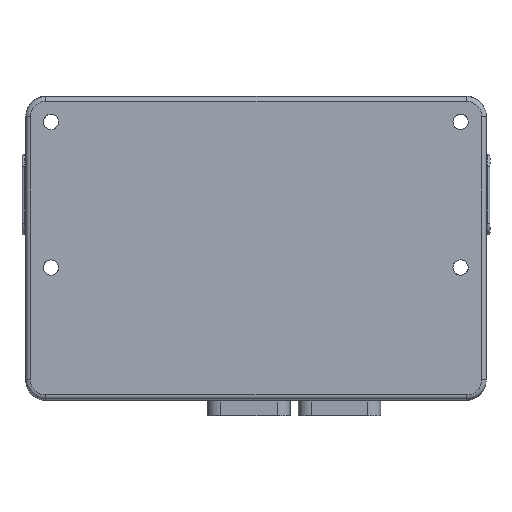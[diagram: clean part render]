
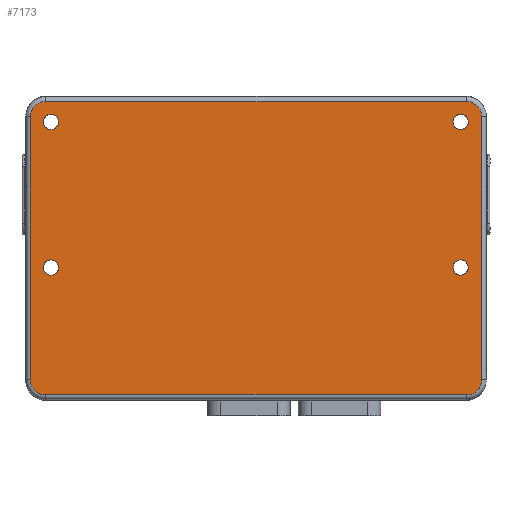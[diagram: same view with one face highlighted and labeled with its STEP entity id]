
A CAD part, front view. The second image highlights one B-rep face of the part: STEP entity #7173.
In plain terms, the highlighted free-form (B-spline) face has degree [1, 1] with [2, 2] control points.
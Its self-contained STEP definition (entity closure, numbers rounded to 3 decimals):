
#625 = VERTEX_POINT('',#626);
#626 = CARTESIAN_POINT('',(97.83,0.,-9.522));
#631 = EDGE_CURVE('',#625,#625,#632,.T.);
#632 = ( BOUNDED_CURVE() B_SPLINE_CURVE(2,(#633,#634,#635,#636,#637,#638
,#639),.UNSPECIFIED.,.T.,.F.) B_SPLINE_CURVE_WITH_KNOTS((3,2,2,3),(
    3.142,5.236,7.33,9.425),
.PIECEWISE_BEZIER_KNOTS.) CURVE() GEOMETRIC_REPRESENTATION_ITEM() 
RATIONAL_B_SPLINE_CURVE((1.,0.5,1.,0.5,1.,0.5,1.)) REPRESENTATION_ITEM(
  '') );
#633 = CARTESIAN_POINT('',(97.83,0.,-9.522));
#634 = CARTESIAN_POINT('',(97.83,0.,-2.947));
#635 = CARTESIAN_POINT('',(103.525,0.,-6.234));
#636 = CARTESIAN_POINT('',(109.219,0.,-9.522));
#637 = CARTESIAN_POINT('',(103.525,0.,-12.81));
#638 = CARTESIAN_POINT('',(97.83,0.,-16.098));
#639 = CARTESIAN_POINT('',(97.83,0.,-9.522));
#758 = VERTEX_POINT('',#759);
#759 = CARTESIAN_POINT('',(97.83,0.,62.784));
#764 = EDGE_CURVE('',#758,#758,#765,.T.);
#765 = ( BOUNDED_CURVE() B_SPLINE_CURVE(2,(#766,#767,#768,#769,#770,#771
,#772),.UNSPECIFIED.,.T.,.F.) B_SPLINE_CURVE_WITH_KNOTS((3,2,2,3),(
    3.142,5.236,7.33,9.425),
.PIECEWISE_BEZIER_KNOTS.) CURVE() GEOMETRIC_REPRESENTATION_ITEM() 
RATIONAL_B_SPLINE_CURVE((1.,0.5,1.,0.5,1.,0.5,1.)) REPRESENTATION_ITEM(
  '') );
#766 = CARTESIAN_POINT('',(97.83,0.,62.784));
#767 = CARTESIAN_POINT('',(97.83,0.,69.36));
#768 = CARTESIAN_POINT('',(103.525,0.,66.072));
#769 = CARTESIAN_POINT('',(109.219,0.,62.784));
#770 = CARTESIAN_POINT('',(103.525,0.,59.497));
#771 = CARTESIAN_POINT('',(97.83,0.,56.209));
#772 = CARTESIAN_POINT('',(97.83,0.,62.784));
#891 = VERTEX_POINT('',#892);
#892 = CARTESIAN_POINT('',(-105.657,0.,62.784));
#897 = EDGE_CURVE('',#891,#891,#898,.T.);
#898 = ( BOUNDED_CURVE() B_SPLINE_CURVE(2,(#899,#900,#901,#902,#903,#904
,#905),.UNSPECIFIED.,.T.,.F.) B_SPLINE_CURVE_WITH_KNOTS((3,2,2,3),(
    3.142,5.236,7.33,9.425),
.PIECEWISE_BEZIER_KNOTS.) CURVE() GEOMETRIC_REPRESENTATION_ITEM() 
RATIONAL_B_SPLINE_CURVE((1.,0.5,1.,0.5,1.,0.5,1.)) REPRESENTATION_ITEM(
  '') );
#899 = CARTESIAN_POINT('',(-105.657,0.,62.784));
#900 = CARTESIAN_POINT('',(-105.657,0.,69.36));
#901 = CARTESIAN_POINT('',(-99.962,0.,66.072));
#902 = CARTESIAN_POINT('',(-94.267,0.,62.784));
#903 = CARTESIAN_POINT('',(-99.962,0.,59.497));
#904 = CARTESIAN_POINT('',(-105.657,0.,56.209));
#905 = CARTESIAN_POINT('',(-105.657,0.,62.784));
#1024 = VERTEX_POINT('',#1025);
#1025 = CARTESIAN_POINT('',(-105.657,0.,-9.522));
#1030 = EDGE_CURVE('',#1024,#1024,#1031,.T.);
#1031 = ( BOUNDED_CURVE() B_SPLINE_CURVE(2,(#1032,#1033,#1034,#1035,
#1036,#1037,#1038),.UNSPECIFIED.,.T.,.F.) B_SPLINE_CURVE_WITH_KNOTS((3,2
    ,2,3),(3.142,5.236,7.33,9.425),
.PIECEWISE_BEZIER_KNOTS.) CURVE() GEOMETRIC_REPRESENTATION_ITEM() 
RATIONAL_B_SPLINE_CURVE((1.,0.5,1.,0.5,1.,0.5,1.)) REPRESENTATION_ITEM(
  '') );
#1032 = CARTESIAN_POINT('',(-105.657,0.,-9.522));
#1033 = CARTESIAN_POINT('',(-105.657,0.,-2.947));
#1034 = CARTESIAN_POINT('',(-99.962,0.,-6.234));
#1035 = CARTESIAN_POINT('',(-94.267,0.,-9.522));
#1036 = CARTESIAN_POINT('',(-99.962,0.,-12.81));
#1037 = CARTESIAN_POINT('',(-105.657,0.,-16.098));
#1038 = CARTESIAN_POINT('',(-105.657,0.,-9.522));
#6843 = VERTEX_POINT('',#6844);
#6844 = CARTESIAN_POINT('',(104.486,0.,-72.82));
#6850 = EDGE_CURVE('',#6851,#6843,#6853,.T.);
#6851 = VERTEX_POINT('',#6852);
#6852 = CARTESIAN_POINT('',(112.087,0.,-65.217));
#6853 = ( BOUNDED_CURVE() B_SPLINE_CURVE(2,(#6854,#6855,#6856),
.UNSPECIFIED.,.F.,.F.) B_SPLINE_CURVE_WITH_KNOTS((3,3),(4.131,
5.702),.PIECEWISE_BEZIER_KNOTS.) CURVE() 
GEOMETRIC_REPRESENTATION_ITEM() RATIONAL_B_SPLINE_CURVE((1.,
0.707,1.)) REPRESENTATION_ITEM('') );
#6854 = CARTESIAN_POINT('',(112.087,0.,-65.217));
#6855 = CARTESIAN_POINT('',(112.087,0.,-72.82));
#6856 = CARTESIAN_POINT('',(104.486,0.,-72.82));
#6899 = VERTEX_POINT('',#6900);
#6900 = CARTESIAN_POINT('',(-104.486,0.,-72.82));
#6914 = EDGE_CURVE('',#6843,#6899,#6915,.T.);
#6915 = B_SPLINE_CURVE_WITH_KNOTS('',1,(#6916,#6917),.UNSPECIFIED.,.F.,
  .F.,(2,2),(-138.448,40.448),.PIECEWISE_BEZIER_KNOTS.);
#6916 = CARTESIAN_POINT('',(104.486,0.,-72.82));
#6917 = CARTESIAN_POINT('',(-104.486,0.,-72.82));
#6929 = EDGE_CURVE('',#6899,#6930,#6932,.T.);
#6930 = VERTEX_POINT('',#6931);
#6931 = CARTESIAN_POINT('',(-112.087,0.,-65.217));
#6932 = ( BOUNDED_CURVE() B_SPLINE_CURVE(2,(#6933,#6934,#6935),
.UNSPECIFIED.,.F.,.F.) B_SPLINE_CURVE_WITH_KNOTS((3,3),(0.581,
2.153),.PIECEWISE_BEZIER_KNOTS.) CURVE() 
GEOMETRIC_REPRESENTATION_ITEM() RATIONAL_B_SPLINE_CURVE((1.,
0.707,1.)) REPRESENTATION_ITEM('') );
#6933 = CARTESIAN_POINT('',(-104.486,0.,-72.82));
#6934 = CARTESIAN_POINT('',(-112.087,0.,-72.82));
#6935 = CARTESIAN_POINT('',(-112.087,0.,-65.217));
#6987 = VERTEX_POINT('',#6988);
#6988 = CARTESIAN_POINT('',(-112.087,0.,65.386));
#7000 = EDGE_CURVE('',#6930,#6987,#7001,.T.);
#7001 = B_SPLINE_CURVE_WITH_KNOTS('',1,(#7002,#7003),.UNSPECIFIED.,.F.,
  .F.,(2,2),(-23.507,88.298),.PIECEWISE_BEZIER_KNOTS.);
#7002 = CARTESIAN_POINT('',(-112.087,0.,-65.217));
#7003 = CARTESIAN_POINT('',(-112.087,0.,65.386));
#7015 = EDGE_CURVE('',#6987,#7016,#7018,.T.);
#7016 = VERTEX_POINT('',#7017);
#7017 = CARTESIAN_POINT('',(-104.487,0.,72.987));
#7018 = ( BOUNDED_CURVE() B_SPLINE_CURVE(2,(#7019,#7020,#7021),
.UNSPECIFIED.,.F.,.F.) B_SPLINE_CURVE_WITH_KNOTS((3,3),(4.062,
5.634),.PIECEWISE_BEZIER_KNOTS.) CURVE() 
GEOMETRIC_REPRESENTATION_ITEM() RATIONAL_B_SPLINE_CURVE((1.,
0.707,1.)) REPRESENTATION_ITEM('') );
#7019 = CARTESIAN_POINT('',(-112.087,0.,65.386));
#7020 = CARTESIAN_POINT('',(-112.087,0.,72.987));
#7021 = CARTESIAN_POINT('',(-104.487,0.,72.987));
#7066 = VERTEX_POINT('',#7067);
#7067 = CARTESIAN_POINT('',(104.487,0.,72.987));
#7075 = EDGE_CURVE('',#7016,#7066,#7076,.T.);
#7076 = B_SPLINE_CURVE_WITH_KNOTS('',1,(#7077,#7078),.UNSPECIFIED.,.F.,
  .F.,(2,2),(-40.449,138.449),.PIECEWISE_BEZIER_KNOTS.);
#7077 = CARTESIAN_POINT('',(-104.487,0.,72.987));
#7078 = CARTESIAN_POINT('',(104.487,0.,72.987));
#7090 = EDGE_CURVE('',#7066,#7091,#7093,.T.);
#7091 = VERTEX_POINT('',#7092);
#7092 = CARTESIAN_POINT('',(112.087,0.,65.386));
#7093 = ( BOUNDED_CURVE() B_SPLINE_CURVE(2,(#7094,#7095,#7096),
.UNSPECIFIED.,.F.,.F.) B_SPLINE_CURVE_WITH_KNOTS((3,3),(0.65,
2.221),.PIECEWISE_BEZIER_KNOTS.) CURVE() 
GEOMETRIC_REPRESENTATION_ITEM() RATIONAL_B_SPLINE_CURVE((1.,
0.707,1.)) REPRESENTATION_ITEM('') );
#7094 = CARTESIAN_POINT('',(104.487,0.,72.987));
#7095 = CARTESIAN_POINT('',(112.087,0.,72.987));
#7096 = CARTESIAN_POINT('',(112.087,0.,65.386));
#7143 = EDGE_CURVE('',#7091,#6851,#7144,.T.);
#7144 = B_SPLINE_CURVE_WITH_KNOTS('',1,(#7145,#7146),.UNSPECIFIED.,.F.,
  .F.,(2,2),(-88.298,23.507),.PIECEWISE_BEZIER_KNOTS.);
#7145 = CARTESIAN_POINT('',(112.087,0.,65.386));
#7146 = CARTESIAN_POINT('',(112.087,0.,-65.217));
#7173 = ADVANCED_FACE('',(#7174,#7184,#7187,#7190,#7193),#7196,.F.);
#7174 = FACE_BOUND('',#7175,.T.);
#7175 = EDGE_LOOP('',(#7176,#7177,#7178,#7179,#7180,#7181,#7182,#7183));
#7176 = ORIENTED_EDGE('',*,*,#6850,.F.);
#7177 = ORIENTED_EDGE('',*,*,#7143,.F.);
#7178 = ORIENTED_EDGE('',*,*,#7090,.F.);
#7179 = ORIENTED_EDGE('',*,*,#7075,.F.);
#7180 = ORIENTED_EDGE('',*,*,#7015,.F.);
#7181 = ORIENTED_EDGE('',*,*,#7000,.F.);
#7182 = ORIENTED_EDGE('',*,*,#6929,.F.);
#7183 = ORIENTED_EDGE('',*,*,#6914,.F.);
#7184 = FACE_BOUND('',#7185,.T.);
#7185 = EDGE_LOOP('',(#7186));
#7186 = ORIENTED_EDGE('',*,*,#1030,.T.);
#7187 = FACE_BOUND('',#7188,.T.);
#7188 = EDGE_LOOP('',(#7189));
#7189 = ORIENTED_EDGE('',*,*,#631,.T.);
#7190 = FACE_BOUND('',#7191,.T.);
#7191 = EDGE_LOOP('',(#7192));
#7192 = ORIENTED_EDGE('',*,*,#897,.T.);
#7193 = FACE_BOUND('',#7194,.T.);
#7194 = EDGE_LOOP('',(#7195));
#7195 = ORIENTED_EDGE('',*,*,#764,.T.);
#7196 = B_SPLINE_SURFACE_WITH_KNOTS('',1,1,(
    (#7197,#7198)
    ,(#7199,#7200
    )),.UNSPECIFIED.,.F.,.F.,.F.,(2,2),(2,2),(-62.339,
    62.482),(-95.955,95.955),
  .PIECEWISE_BEZIER_KNOTS.);
#7197 = CARTESIAN_POINT('',(-112.087,0.,-72.82));
#7198 = CARTESIAN_POINT('',(112.087,0.,-72.82));
#7199 = CARTESIAN_POINT('',(-112.087,0.,72.987));
#7200 = CARTESIAN_POINT('',(112.087,0.,72.987));
